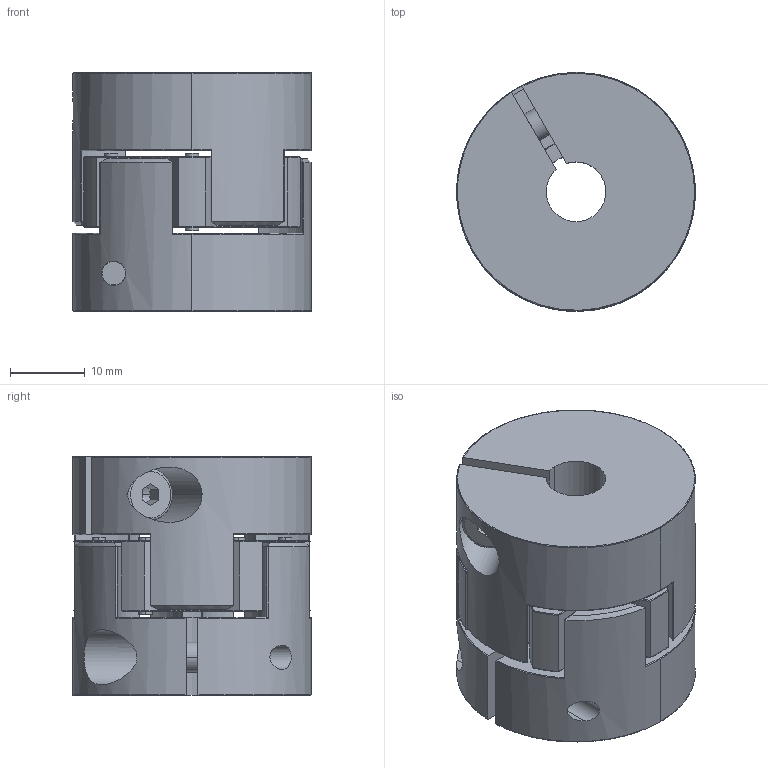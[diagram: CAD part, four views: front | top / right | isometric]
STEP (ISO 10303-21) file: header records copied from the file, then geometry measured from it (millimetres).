
FILE_DESCRIPTION (( 'STEP AP203' ), '1' );
FILE_NAME ('COU-AR-K-080-100-32-32-B-AAAA_Default_sldprt.STEP', '2021-04-17T06:21:36', ( '' ), ( '' ), 'SwSTEP 2.0', 'SolidWorks 2013', '' );
FILE_SCHEMA (( 'CONFIG_CONTROL_DESIGN' ));
Length unit declared in the file: millimetre
Products named in the file (1): COU-AR-K-080-100-32-32-B-AAAA_Default_sldprt
Bounding box: 32 x 32 x 32 mm (x, y, z)
Volume: 20434.1 mm3; surface area: 11194.5 mm2
Topology: 5 solids, 5 shells, 300 faces, 781 edges, 502 vertices
Faces by surface type: cylinder 127, bspline 96, plane 45, cone 32
Entity records: 12143 total; most frequent: CARTESIAN_POINT 5409, ORIENTED_EDGE 1554, DIRECTION 1235, EDGE_CURVE 777, AXIS2_PLACEMENT_3D 529, VERTEX_POINT 502, EDGE_LOOP 325, CIRCLE 324
